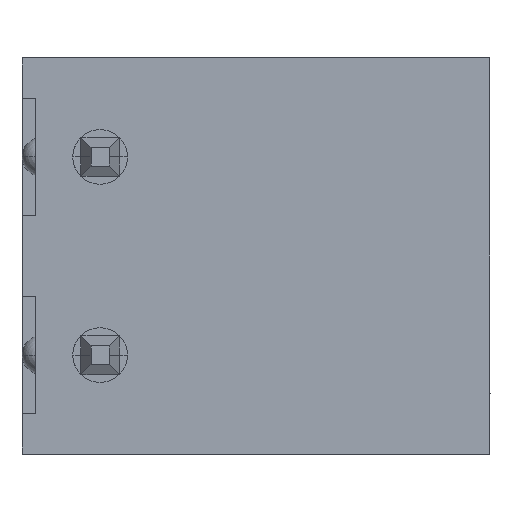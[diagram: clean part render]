
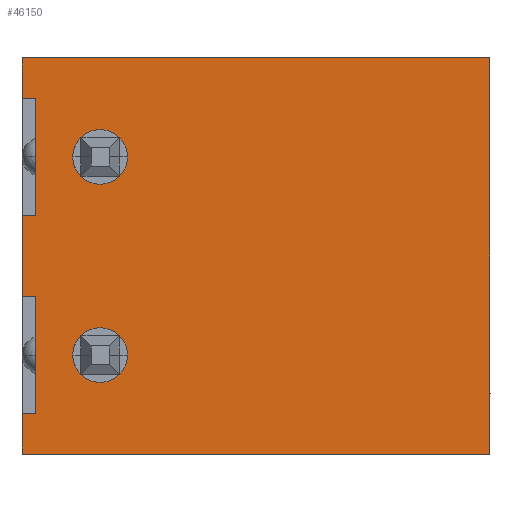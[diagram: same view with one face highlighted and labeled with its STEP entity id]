
A CAD part, front view. The second image highlights one B-rep face of the part: STEP entity #46150.
In plain terms, the highlighted planar face has unit normal (0, -1, 0).
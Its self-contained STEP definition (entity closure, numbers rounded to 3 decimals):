
#14930=CARTESIAN_POINT('',(36.627,37.773
   ,1.5));
#14940=VERTEX_POINT('',#14930);
#14970=CARTESIAN_POINT('',(0.,37.773
   ,1.5));
#14980=DIRECTION('',(1.,0.,
   0.));
#14990=VECTOR('',#14980,1.);
#15000=LINE('',#14970,#14990);
#15010=CARTESIAN_POINT('',(36.977,37.773
   ,1.5));
#15020=VERTEX_POINT('',#15010);
#15030=EDGE_CURVE('',#14940,#15020,#15000,.T.);
#25160=CARTESIAN_POINT('',(48.627,37.773
   ,2.54));
#25170=VERTEX_POINT('',#25160);
#25200=CARTESIAN_POINT('',(0.,37.773
   ,2.54));
#25210=DIRECTION('',(1.,0.,
   0.));
#25220=VECTOR('',#25210,1.);
#25230=LINE('',#25200,#25220);
#25240=CARTESIAN_POINT('',(36.627,37.773
   ,2.54));
#25250=VERTEX_POINT('',#25240);
#25260=EDGE_CURVE('',#25250,#25170,#25230,.T.);
#32450=CARTESIAN_POINT('',(37.927,37.773
   ,-5.08));
#32460=VERTEX_POINT('',#32450);
#32960=CARTESIAN_POINT('',(39.327,37.773
   ,-5.08));
#32970=VERTEX_POINT('',#32960);
#33000=CARTESIAN_POINT('',(38.627,37.773
   ,-5.08));
#33010=DIRECTION('',(0.,-1.,
   0.));
#33020=DIRECTION('',(1.,0.,
   0.));
#33030=AXIS2_PLACEMENT_3D('',#33000,#33010,#33020);
#33040=CIRCLE('',#33030,0.7);
#33050=EDGE_CURVE('',#32460,#32970,#33040,.T.);
#41020=CARTESIAN_POINT('',(36.977,37.773
   ,-6.58));
#41030=VERTEX_POINT('',#41020);
#41080=CARTESIAN_POINT('',(0.,37.773
   ,-6.58));
#41090=DIRECTION('',(1.,0.,
   0.));
#41100=VECTOR('',#41090,1.);
#41110=LINE('',#41080,#41100);
#41120=CARTESIAN_POINT('',(36.627,37.773
   ,-6.58));
#41130=VERTEX_POINT('',#41120);
#41140=EDGE_CURVE('',#41130,#41030,#41110,.T.);
#44830=CARTESIAN_POINT('',(36.627,37.773
   ,-0.08));
#44840=DIRECTION('',(0.,0.,
   -1.));
#44850=VECTOR('',#44840,1.);
#44860=LINE('',#44830,#44850);
#44870=CARTESIAN_POINT('',(36.627,37.773
   ,-7.62));
#44880=VERTEX_POINT('',#44870);
#44890=EDGE_CURVE('',#41130,#44880,#44860,.T.);
#44990=CARTESIAN_POINT('',(36.627,37.773
   ,0.));
#45000=DIRECTION('',(0.,0.,
   -1.));
#45010=VECTOR('',#45000,1.);
#45020=LINE('',#44990,#45010);
#45030=EDGE_CURVE('',#25250,#14940,#45020,.T.);
#45110=CARTESIAN_POINT('',(36.627,37.773
   ,-1.5));
#45120=VERTEX_POINT('',#45110);
#45150=CARTESIAN_POINT('',(36.627,37.773
   ,0.));
#45160=DIRECTION('',(0.,0.,
   1.));
#45170=VECTOR('',#45160,1.);
#45180=LINE('',#45150,#45170);
#45190=CARTESIAN_POINT('',(36.627,37.773
   ,-3.58));
#45200=VERTEX_POINT('',#45190);
#45210=EDGE_CURVE('',#45200,#45120,#45180,.T.);
#45400=CARTESIAN_POINT('',(38.127,37.773
   ,-0.08));
#45410=DIRECTION('',(0.,-1.,
   0.));
#45420=DIRECTION('',(-1.,0.,
   0.));
#45430=AXIS2_PLACEMENT_3D('',#45400,#45410,#45420);
#45440=PLANE('',#45430);
#45450=CARTESIAN_POINT('',(38.627,37.773
   ,0.));
#45460=DIRECTION('',(0.,-1.,
   0.));
#45470=DIRECTION('',(1.,0.,
   0.));
#45480=AXIS2_PLACEMENT_3D('',#45450,#45460,#45470);
#45490=CIRCLE('',#45480,0.7);
#45500=CARTESIAN_POINT('',(37.927,37.773
   ,0.));
#45510=VERTEX_POINT('',#45500);
#45520=CARTESIAN_POINT('',(39.327,37.773
   ,0.));
#45530=VERTEX_POINT('',#45520);
#45540=EDGE_CURVE('',#45510,#45530,#45490,.T.);
#45550=ORIENTED_EDGE('',*,*,#45540,.F.);
#45560=EDGE_CURVE('',#45530,#45510,#45490,.T.);
#45570=ORIENTED_EDGE('',*,*,#45560,.F.);
#45580=EDGE_LOOP('',(#45570,#45550));
#45590=FACE_BOUND('',#45580,.T.);
#45600=EDGE_CURVE('',#32970,#32460,#33040,.T.);
#45610=ORIENTED_EDGE('',*,*,#45600,.F.);
#45620=ORIENTED_EDGE('',*,*,#33050,.F.);
#45630=EDGE_LOOP('',(#45620,#45610));
#45640=FACE_BOUND('',#45630,.T.);
#45650=ORIENTED_EDGE('',*,*,#15030,.T.);
#45660=ORIENTED_EDGE('',*,*,#45030,.T.);
#45670=ORIENTED_EDGE('',*,*,#25260,.F.);
#45680=CARTESIAN_POINT('',(48.627,37.773
   ,-0.08));
#45690=DIRECTION('',(0.,0.,
   1.));
#45700=VECTOR('',#45690,1.);
#45710=LINE('',#45680,#45700);
#45720=CARTESIAN_POINT('',(48.627,37.773
   ,-7.62));
#45730=VERTEX_POINT('',#45720);
#45740=EDGE_CURVE('',#45730,#25170,#45710,.T.);
#45750=ORIENTED_EDGE('',*,*,#45740,.T.);
#45760=CARTESIAN_POINT('',(0.,37.773
   ,-7.62));
#45770=DIRECTION('',(1.,0.,
   0.));
#45780=VECTOR('',#45770,1.);
#45790=LINE('',#45760,#45780);
#45800=EDGE_CURVE('',#44880,#45730,#45790,.T.);
#45810=ORIENTED_EDGE('',*,*,#45800,.T.);
#45820=ORIENTED_EDGE('',*,*,#44890,.T.);
#45830=ORIENTED_EDGE('',*,*,#41140,.F.);
#45840=CARTESIAN_POINT('',(36.977,37.773
   ,-0.08));
#45850=DIRECTION('',(0.,0.,
   -1.));
#45860=VECTOR('',#45850,1.);
#45870=LINE('',#45840,#45860);
#45880=CARTESIAN_POINT('',(36.977,37.773
   ,-3.58));
#45890=VERTEX_POINT('',#45880);
#45900=EDGE_CURVE('',#45890,#41030,#45870,.T.);
#45910=ORIENTED_EDGE('',*,*,#45900,.T.);
#45920=CARTESIAN_POINT('',(0.,37.773
   ,-3.58));
#45930=DIRECTION('',(-1.,0.,
   0.));
#45940=VECTOR('',#45930,1.);
#45950=LINE('',#45920,#45940);
#45960=EDGE_CURVE('',#45890,#45200,#45950,.T.);
#45970=ORIENTED_EDGE('',*,*,#45960,.F.);
#45980=ORIENTED_EDGE('',*,*,#45210,.F.);
#45990=CARTESIAN_POINT('',(0.,37.773
   ,-1.5));
#46000=DIRECTION('',(1.,0.,
   0.));
#46010=VECTOR('',#46000,1.);
#46020=LINE('',#45990,#46010);
#46030=CARTESIAN_POINT('',(36.977,37.773
   ,-1.5));
#46040=VERTEX_POINT('',#46030);
#46050=EDGE_CURVE('',#45120,#46040,#46020,.T.);
#46060=ORIENTED_EDGE('',*,*,#46050,.F.);
#46070=CARTESIAN_POINT('',(36.977,37.773
   ,0.));
#46080=DIRECTION('',(0.,0.,
   -1.));
#46090=VECTOR('',#46080,1.);
#46100=LINE('',#46070,#46090);
#46110=EDGE_CURVE('',#15020,#46040,#46100,.T.);
#46120=ORIENTED_EDGE('',*,*,#46110,.T.);
#46130=EDGE_LOOP('',(#46120,#46060,#45980,#45970,#45910,#45830,#45820,
   #45810,#45750,#45670,#45660,#45650));
#46140=FACE_OUTER_BOUND('',#46130,.T.);
#46150=ADVANCED_FACE('',(#45590,#45640,#46140),#45440,.T.);
